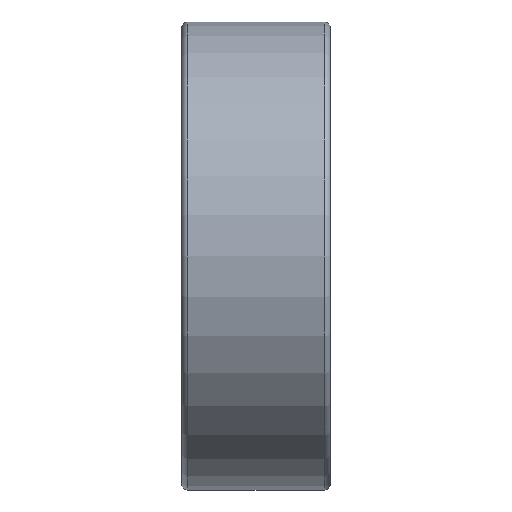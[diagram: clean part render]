
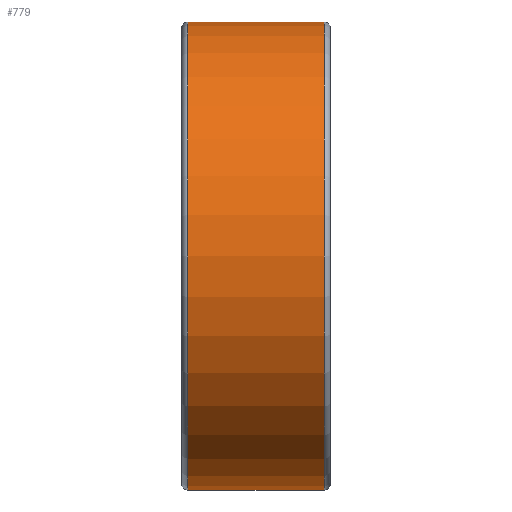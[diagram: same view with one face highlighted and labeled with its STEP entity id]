
A CAD part, front view. The second image highlights one B-rep face of the part: STEP entity #779.
In plain terms, the highlighted cylindrical face has radius 11 mm (diameter 22 mm), a partial arc.
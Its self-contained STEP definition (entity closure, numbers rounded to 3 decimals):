
#14 = VECTOR ( 'NONE', #730, 1000. ) ;
#23 = CARTESIAN_POINT ( 'NONE',  ( -20.637, 0., 11. ) ) ;
#67 = CARTESIAN_POINT ( 'NONE',  ( -3.2, 0., -11. ) ) ;
#73 = ORIENTED_EDGE ( 'NONE', *, *, #232, .T. ) ;
#77 = EDGE_LOOP ( 'NONE', ( #237, #73, #498, #324 ) ) ;
#155 = DIRECTION ( 'NONE',  ( 1., 0., 0. ) ) ;
#167 = CYLINDRICAL_SURFACE ( 'NONE', #228, 11. ) ;
#170 = CIRCLE ( 'NONE', #451, 11. ) ;
#179 = VERTEX_POINT ( 'NONE', #222 ) ;
#180 = FACE_OUTER_BOUND ( 'NONE', #77, .T. ) ;
#181 = DIRECTION ( 'NONE',  ( 1., 0., 0. ) ) ;
#219 = LINE ( 'NONE', #23, #14 ) ;
#222 = CARTESIAN_POINT ( 'NONE',  ( 3.2, 0., -11. ) ) ;
#228 = AXIS2_PLACEMENT_3D ( 'NONE', #807, #598, #541 ) ;
#232 = EDGE_CURVE ( 'NONE', #493, #455, #276, .T. ) ;
#237 = ORIENTED_EDGE ( 'NONE', *, *, #543, .F. ) ;
#276 = CIRCLE ( 'NONE', #499, 11. ) ;
#311 = DIRECTION ( 'NONE',  ( 1., 0., 0. ) ) ;
#324 = ORIENTED_EDGE ( 'NONE', *, *, #608, .F. ) ;
#350 = DIRECTION ( 'NONE',  ( 0., 0., -1. ) ) ;
#355 = CARTESIAN_POINT ( 'NONE',  ( -3.2, 0., 0. ) ) ;
#366 = EDGE_CURVE ( 'NONE', #455, #179, #459, .T. ) ;
#407 = CARTESIAN_POINT ( 'NONE',  ( 3.2, 0., 11. ) ) ;
#424 = VECTOR ( 'NONE', #311, 1000. ) ;
#451 = AXIS2_PLACEMENT_3D ( 'NONE', #783, #155, #350 ) ;
#455 = VERTEX_POINT ( 'NONE', #67 ) ;
#459 = LINE ( 'NONE', #580, #424 ) ;
#493 = VERTEX_POINT ( 'NONE', #821 ) ;
#498 = ORIENTED_EDGE ( 'NONE', *, *, #366, .T. ) ;
#499 = AXIS2_PLACEMENT_3D ( 'NONE', #355, #181, #556 ) ;
#541 = DIRECTION ( 'NONE',  ( 0., 0., -1. ) ) ;
#543 = EDGE_CURVE ( 'NONE', #493, #618, #219, .T. ) ;
#556 = DIRECTION ( 'NONE',  ( 0., 0., -1. ) ) ;
#580 = CARTESIAN_POINT ( 'NONE',  ( -20.637, 0., -11. ) ) ;
#598 = DIRECTION ( 'NONE',  ( 1., 0., 0. ) ) ;
#608 = EDGE_CURVE ( 'NONE', #618, #179, #170, .T. ) ;
#618 = VERTEX_POINT ( 'NONE', #407 ) ;
#730 = DIRECTION ( 'NONE',  ( 1., 0., 0. ) ) ;
#779 = ADVANCED_FACE ( 'NONE', ( #180 ), #167, .T. ) ;
#783 = CARTESIAN_POINT ( 'NONE',  ( 3.2, 0., 0. ) ) ;
#807 = CARTESIAN_POINT ( 'NONE',  ( -20.637, 0., 0. ) ) ;
#821 = CARTESIAN_POINT ( 'NONE',  ( -3.2, 0., 11. ) ) ;
